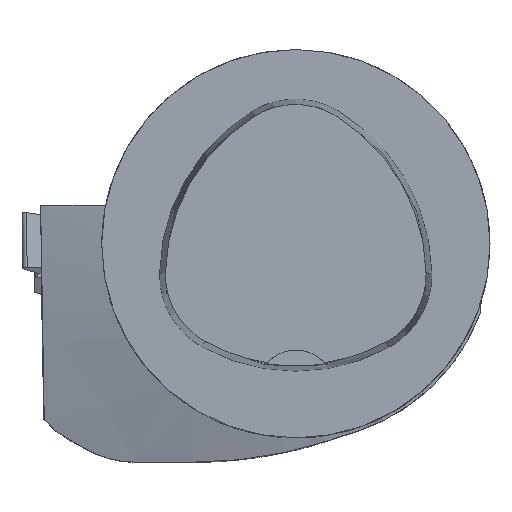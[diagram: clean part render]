
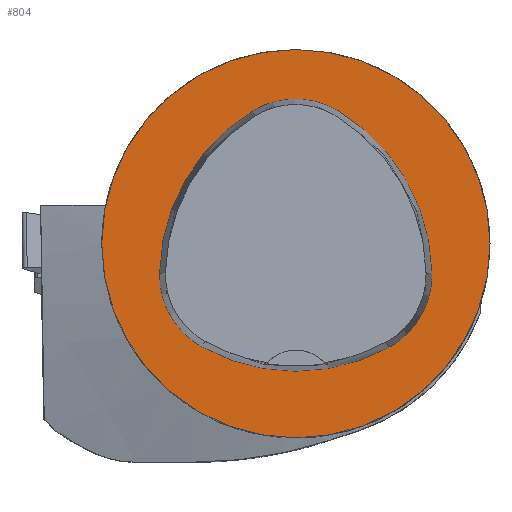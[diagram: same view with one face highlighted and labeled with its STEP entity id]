
A CAD part, top view. The second image highlights one B-rep face of the part: STEP entity #804.
In plain terms, the highlighted planar face has unit normal (0, 0, 1).
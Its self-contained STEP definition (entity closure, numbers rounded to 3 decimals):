
#216=PLANE('',#2443);
#804=ADVANCED_FACE('',(#883,#884),#216,.T.);
#883=FACE_BOUND('',#989,.T.);
#884=FACE_BOUND('',#990,.T.);
#989=EDGE_LOOP('',(#1510,#1511,#1512,#1513,#1514,#1515));
#990=EDGE_LOOP('',(#1516));
#1510=ORIENTED_EDGE('',*,*,#2106,.T.);
#1511=ORIENTED_EDGE('',*,*,#2086,.T.);
#1512=ORIENTED_EDGE('',*,*,#2090,.T.);
#1513=ORIENTED_EDGE('',*,*,#2093,.T.);
#1514=ORIENTED_EDGE('',*,*,#2096,.T.);
#1515=ORIENTED_EDGE('',*,*,#2104,.T.);
#1516=ORIENTED_EDGE('',*,*,#2069,.F.);
#1794=VERTEX_POINT('',#3815);
#1811=VERTEX_POINT('',#3850);
#1812=VERTEX_POINT('',#3851);
#1815=VERTEX_POINT('',#3859);
#1817=VERTEX_POINT('',#3865);
#1819=VERTEX_POINT('',#3871);
#1826=VERTEX_POINT('',#3892);
#2069=EDGE_CURVE('',#1794,#1794,#2184,.T.);
#2086=EDGE_CURVE('',#1811,#1812,#2185,.T.);
#2090=EDGE_CURVE('',#1812,#1815,#2187,.T.);
#2093=EDGE_CURVE('',#1815,#1817,#2189,.T.);
#2096=EDGE_CURVE('',#1817,#1819,#2191,.T.);
#2104=EDGE_CURVE('',#1819,#1826,#2195,.T.);
#2106=EDGE_CURVE('',#1826,#1811,#2197,.T.);
#2184=CIRCLE('',#2411,20.);
#2185=CIRCLE('',#2421,20.);
#2187=CIRCLE('',#2424,8.5);
#2189=CIRCLE('',#2427,20.);
#2191=CIRCLE('',#2430,8.5);
#2195=CIRCLE('',#2435,20.);
#2197=CIRCLE('',#2438,8.5);
#2411=AXIS2_PLACEMENT_3D('',#3814,#2936,#2937);
#2421=AXIS2_PLACEMENT_3D('',#3849,#2964,#2965);
#2424=AXIS2_PLACEMENT_3D('',#3858,#2972,#2973);
#2427=AXIS2_PLACEMENT_3D('',#3864,#2979,#2980);
#2430=AXIS2_PLACEMENT_3D('',#3870,#2986,#2987);
#2435=AXIS2_PLACEMENT_3D('',#3893,#2998,#2999);
#2438=AXIS2_PLACEMENT_3D('',#3896,#3004,#3005);
#2443=AXIS2_PLACEMENT_3D('',#3901,#3014,#3015);
#2936=DIRECTION('',(0.,0.,-1.));
#2937=DIRECTION('',(-1.,0.,0.));
#2964=DIRECTION('',(0.,0.,-1.));
#2965=DIRECTION('',(-1.,0.,0.));
#2972=DIRECTION('',(0.,0.,-1.));
#2973=DIRECTION('',(-1.,0.,0.));
#2979=DIRECTION('',(0.,0.,-1.));
#2980=DIRECTION('',(-1.,0.,0.));
#2986=DIRECTION('',(0.,0.,-1.));
#2987=DIRECTION('',(-1.,0.,0.));
#2998=DIRECTION('',(0.,0.,-1.));
#2999=DIRECTION('',(-1.,0.,0.));
#3004=DIRECTION('',(0.,0.,-1.));
#3005=DIRECTION('',(-1.,0.,0.));
#3014=DIRECTION('',(0.,0.,1.));
#3015=DIRECTION('',(1.,0.,0.));
#3814=CARTESIAN_POINT('',(0.,0.,0.));
#3815=CARTESIAN_POINT('',(-20.,0.,0.));
#3849=CARTESIAN_POINT('',(5.955,-3.414,0.));
#3850=CARTESIAN_POINT('',(-14.041,-3.042,0.));
#3851=CARTESIAN_POINT('',(-4.472,13.653,0.));
#3858=CARTESIAN_POINT('',(-0.04,6.4,0.));
#3859=CARTESIAN_POINT('',(4.347,13.68,0.));
#3864=CARTESIAN_POINT('',(-5.976,-3.45,0.));
#3865=CARTESIAN_POINT('',(14.021,-3.075,0.));
#3870=CARTESIAN_POINT('',(5.522,-3.235,0.));
#3871=CARTESIAN_POINT('',(9.588,-10.699,0.));
#3892=CARTESIAN_POINT('',(-9.655,-10.639,0.));
#3893=CARTESIAN_POINT('',(0.022,6.864,0.));
#3896=CARTESIAN_POINT('',(-5.543,-3.2,0.));
#3901=CARTESIAN_POINT('',(0.,0.,0.));
